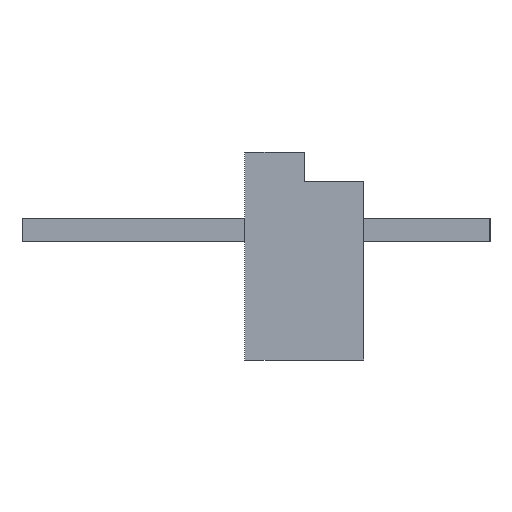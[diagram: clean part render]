
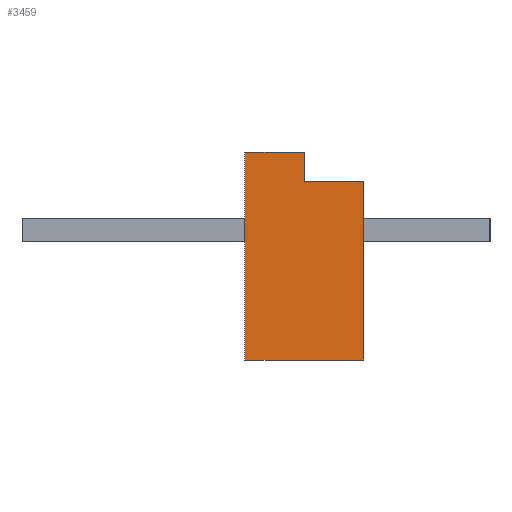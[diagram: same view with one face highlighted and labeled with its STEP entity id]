
A CAD part, left-side view. The second image highlights one B-rep face of the part: STEP entity #3459.
In plain terms, the highlighted planar face has unit normal (-1, 0, 0).
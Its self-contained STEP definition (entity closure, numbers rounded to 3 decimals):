
#44 = PLANE('',#45);
#45 = AXIS2_PLACEMENT_3D('',#46,#47,#48);
#46 = CARTESIAN_POINT('',(16.25,3.2,-4.8));
#47 = DIRECTION('',(0.,-1.,0.));
#48 = DIRECTION('',(0.,0.,-1.));
#901 = EDGE_CURVE('',#902,#904,#906,.T.);
#902 = VERTEX_POINT('',#903);
#903 = CARTESIAN_POINT('',(-16.25,3.2,-4.8));
#904 = VERTEX_POINT('',#905);
#905 = CARTESIAN_POINT('',(-16.25,3.2,0.8));
#906 = SURFACE_CURVE('',#907,(#911,#918),.PCURVE_S1.);
#907 = LINE('',#908,#909);
#908 = CARTESIAN_POINT('',(-16.25,3.2,-4.8));
#909 = VECTOR('',#910,1.);
#910 = DIRECTION('',(0.,0.,1.));
#911 = PCURVE('',#44,#912);
#912 = DEFINITIONAL_REPRESENTATION('',(#913),#917);
#913 = LINE('',#914,#915);
#914 = CARTESIAN_POINT('',(0.,-32.5));
#915 = VECTOR('',#916,1.);
#916 = DIRECTION('',(-1.,0.));
#917 = ( GEOMETRIC_REPRESENTATION_CONTEXT(2) 
PARAMETRIC_REPRESENTATION_CONTEXT() REPRESENTATION_CONTEXT('2D SPACE',''
  ) );
#918 = PCURVE('',#919,#924);
#919 = PLANE('',#920);
#920 = AXIS2_PLACEMENT_3D('',#921,#922,#923);
#921 = CARTESIAN_POINT('',(-16.25,3.2,0.));
#922 = DIRECTION('',(-1.,0.,0.));
#923 = DIRECTION('',(0.,0.,1.));
#924 = DEFINITIONAL_REPRESENTATION('',(#925),#929);
#925 = LINE('',#926,#927);
#926 = CARTESIAN_POINT('',(-4.8,0.));
#927 = VECTOR('',#928,1.);
#928 = DIRECTION('',(1.,0.));
#929 = ( GEOMETRIC_REPRESENTATION_CONTEXT(2) 
PARAMETRIC_REPRESENTATION_CONTEXT() REPRESENTATION_CONTEXT('2D SPACE',''
  ) );
#947 = PLANE('',#948);
#948 = AXIS2_PLACEMENT_3D('',#949,#950,#951);
#949 = CARTESIAN_POINT('',(16.25,3.2,0.8));
#950 = DIRECTION('',(0.,0.,-1.));
#951 = DIRECTION('',(0.,1.,0.));
#1001 = PLANE('',#1002);
#1002 = AXIS2_PLACEMENT_3D('',#1003,#1004,#1005);
#1003 = CARTESIAN_POINT('',(16.25,0.,-4.8));
#1004 = DIRECTION('',(0.,0.,1.));
#1005 = DIRECTION('',(0.,-1.,0.));
#2751 = PLANE('',#2752);
#2752 = AXIS2_PLACEMENT_3D('',#2753,#2754,#2755);
#2753 = CARTESIAN_POINT('',(16.25,1.6,0.));
#2754 = DIRECTION('',(0.,0.,-1.));
#2755 = DIRECTION('',(-1.,0.,0.));
#2779 = PLANE('',#2780);
#2780 = AXIS2_PLACEMENT_3D('',#2781,#2782,#2783);
#2781 = CARTESIAN_POINT('',(16.25,0.,0.));
#2782 = DIRECTION('',(0.,1.,0.));
#2783 = DIRECTION('',(0.,0.,1.));
#2850 = PLANE('',#2851);
#2851 = AXIS2_PLACEMENT_3D('',#2852,#2853,#2854);
#2852 = CARTESIAN_POINT('',(16.25,1.6,0.8));
#2853 = DIRECTION('',(0.,1.,0.));
#2854 = DIRECTION('',(0.,0.,1.));
#3459 = ADVANCED_FACE('',(#3460),#919,.T.);
#3460 = FACE_BOUND('',#3461,.T.);
#3461 = EDGE_LOOP('',(#3462,#3487,#3510,#3531,#3532,#3555));
#3462 = ORIENTED_EDGE('',*,*,#3463,.F.);
#3463 = EDGE_CURVE('',#3464,#3466,#3468,.T.);
#3464 = VERTEX_POINT('',#3465);
#3465 = CARTESIAN_POINT('',(-16.25,1.6,0.));
#3466 = VERTEX_POINT('',#3467);
#3467 = CARTESIAN_POINT('',(-16.25,0.,0.));
#3468 = SURFACE_CURVE('',#3469,(#3473,#3480),.PCURVE_S1.);
#3469 = LINE('',#3470,#3471);
#3470 = CARTESIAN_POINT('',(-16.25,1.6,0.));
#3471 = VECTOR('',#3472,1.);
#3472 = DIRECTION('',(0.,-1.,0.));
#3473 = PCURVE('',#919,#3474);
#3474 = DEFINITIONAL_REPRESENTATION('',(#3475),#3479);
#3475 = LINE('',#3476,#3477);
#3476 = CARTESIAN_POINT('',(0.,-1.6));
#3477 = VECTOR('',#3478,1.);
#3478 = DIRECTION('',(0.,-1.));
#3479 = ( GEOMETRIC_REPRESENTATION_CONTEXT(2) 
PARAMETRIC_REPRESENTATION_CONTEXT() REPRESENTATION_CONTEXT('2D SPACE',''
  ) );
#3480 = PCURVE('',#2751,#3481);
#3481 = DEFINITIONAL_REPRESENTATION('',(#3482),#3486);
#3482 = LINE('',#3483,#3484);
#3483 = CARTESIAN_POINT('',(32.5,0.));
#3484 = VECTOR('',#3485,1.);
#3485 = DIRECTION('',(0.,-1.));
#3486 = ( GEOMETRIC_REPRESENTATION_CONTEXT(2) 
PARAMETRIC_REPRESENTATION_CONTEXT() REPRESENTATION_CONTEXT('2D SPACE',''
  ) );
#3487 = ORIENTED_EDGE('',*,*,#3488,.F.);
#3488 = EDGE_CURVE('',#3489,#3464,#3491,.T.);
#3489 = VERTEX_POINT('',#3490);
#3490 = CARTESIAN_POINT('',(-16.25,1.6,0.8));
#3491 = SURFACE_CURVE('',#3492,(#3496,#3503),.PCURVE_S1.);
#3492 = LINE('',#3493,#3494);
#3493 = CARTESIAN_POINT('',(-16.25,1.6,0.8));
#3494 = VECTOR('',#3495,1.);
#3495 = DIRECTION('',(0.,0.,-1.));
#3496 = PCURVE('',#919,#3497);
#3497 = DEFINITIONAL_REPRESENTATION('',(#3498),#3502);
#3498 = LINE('',#3499,#3500);
#3499 = CARTESIAN_POINT('',(0.8,-1.6));
#3500 = VECTOR('',#3501,1.);
#3501 = DIRECTION('',(-1.,0.));
#3502 = ( GEOMETRIC_REPRESENTATION_CONTEXT(2) 
PARAMETRIC_REPRESENTATION_CONTEXT() REPRESENTATION_CONTEXT('2D SPACE',''
  ) );
#3503 = PCURVE('',#2850,#3504);
#3504 = DEFINITIONAL_REPRESENTATION('',(#3505),#3509);
#3505 = LINE('',#3506,#3507);
#3506 = CARTESIAN_POINT('',(0.,-32.5));
#3507 = VECTOR('',#3508,1.);
#3508 = DIRECTION('',(-1.,0.));
#3509 = ( GEOMETRIC_REPRESENTATION_CONTEXT(2) 
PARAMETRIC_REPRESENTATION_CONTEXT() REPRESENTATION_CONTEXT('2D SPACE',''
  ) );
#3510 = ORIENTED_EDGE('',*,*,#3511,.F.);
#3511 = EDGE_CURVE('',#904,#3489,#3512,.T.);
#3512 = SURFACE_CURVE('',#3513,(#3517,#3524),.PCURVE_S1.);
#3513 = LINE('',#3514,#3515);
#3514 = CARTESIAN_POINT('',(-16.25,3.2,0.8));
#3515 = VECTOR('',#3516,1.);
#3516 = DIRECTION('',(0.,-1.,0.));
#3517 = PCURVE('',#919,#3518);
#3518 = DEFINITIONAL_REPRESENTATION('',(#3519),#3523);
#3519 = LINE('',#3520,#3521);
#3520 = CARTESIAN_POINT('',(0.8,0.));
#3521 = VECTOR('',#3522,1.);
#3522 = DIRECTION('',(0.,-1.));
#3523 = ( GEOMETRIC_REPRESENTATION_CONTEXT(2) 
PARAMETRIC_REPRESENTATION_CONTEXT() REPRESENTATION_CONTEXT('2D SPACE',''
  ) );
#3524 = PCURVE('',#947,#3525);
#3525 = DEFINITIONAL_REPRESENTATION('',(#3526),#3530);
#3526 = LINE('',#3527,#3528);
#3527 = CARTESIAN_POINT('',(0.,-32.5));
#3528 = VECTOR('',#3529,1.);
#3529 = DIRECTION('',(-1.,0.));
#3530 = ( GEOMETRIC_REPRESENTATION_CONTEXT(2) 
PARAMETRIC_REPRESENTATION_CONTEXT() REPRESENTATION_CONTEXT('2D SPACE',''
  ) );
#3531 = ORIENTED_EDGE('',*,*,#901,.F.);
#3532 = ORIENTED_EDGE('',*,*,#3533,.F.);
#3533 = EDGE_CURVE('',#3534,#902,#3536,.T.);
#3534 = VERTEX_POINT('',#3535);
#3535 = CARTESIAN_POINT('',(-16.25,0.,-4.8));
#3536 = SURFACE_CURVE('',#3537,(#3541,#3548),.PCURVE_S1.);
#3537 = LINE('',#3538,#3539);
#3538 = CARTESIAN_POINT('',(-16.25,0.,-4.8));
#3539 = VECTOR('',#3540,1.);
#3540 = DIRECTION('',(0.,1.,0.));
#3541 = PCURVE('',#919,#3542);
#3542 = DEFINITIONAL_REPRESENTATION('',(#3543),#3547);
#3543 = LINE('',#3544,#3545);
#3544 = CARTESIAN_POINT('',(-4.8,-3.2));
#3545 = VECTOR('',#3546,1.);
#3546 = DIRECTION('',(0.,1.));
#3547 = ( GEOMETRIC_REPRESENTATION_CONTEXT(2) 
PARAMETRIC_REPRESENTATION_CONTEXT() REPRESENTATION_CONTEXT('2D SPACE',''
  ) );
#3548 = PCURVE('',#1001,#3549);
#3549 = DEFINITIONAL_REPRESENTATION('',(#3550),#3554);
#3550 = LINE('',#3551,#3552);
#3551 = CARTESIAN_POINT('',(0.,-32.5));
#3552 = VECTOR('',#3553,1.);
#3553 = DIRECTION('',(-1.,0.));
#3554 = ( GEOMETRIC_REPRESENTATION_CONTEXT(2) 
PARAMETRIC_REPRESENTATION_CONTEXT() REPRESENTATION_CONTEXT('2D SPACE',''
  ) );
#3555 = ORIENTED_EDGE('',*,*,#3556,.F.);
#3556 = EDGE_CURVE('',#3466,#3534,#3557,.T.);
#3557 = SURFACE_CURVE('',#3558,(#3562,#3569),.PCURVE_S1.);
#3558 = LINE('',#3559,#3560);
#3559 = CARTESIAN_POINT('',(-16.25,0.,0.));
#3560 = VECTOR('',#3561,1.);
#3561 = DIRECTION('',(0.,0.,-1.));
#3562 = PCURVE('',#919,#3563);
#3563 = DEFINITIONAL_REPRESENTATION('',(#3564),#3568);
#3564 = LINE('',#3565,#3566);
#3565 = CARTESIAN_POINT('',(0.,-3.2));
#3566 = VECTOR('',#3567,1.);
#3567 = DIRECTION('',(-1.,0.));
#3568 = ( GEOMETRIC_REPRESENTATION_CONTEXT(2) 
PARAMETRIC_REPRESENTATION_CONTEXT() REPRESENTATION_CONTEXT('2D SPACE',''
  ) );
#3569 = PCURVE('',#2779,#3570);
#3570 = DEFINITIONAL_REPRESENTATION('',(#3571),#3575);
#3571 = LINE('',#3572,#3573);
#3572 = CARTESIAN_POINT('',(0.,-32.5));
#3573 = VECTOR('',#3574,1.);
#3574 = DIRECTION('',(-1.,0.));
#3575 = ( GEOMETRIC_REPRESENTATION_CONTEXT(2) 
PARAMETRIC_REPRESENTATION_CONTEXT() REPRESENTATION_CONTEXT('2D SPACE',''
  ) );
